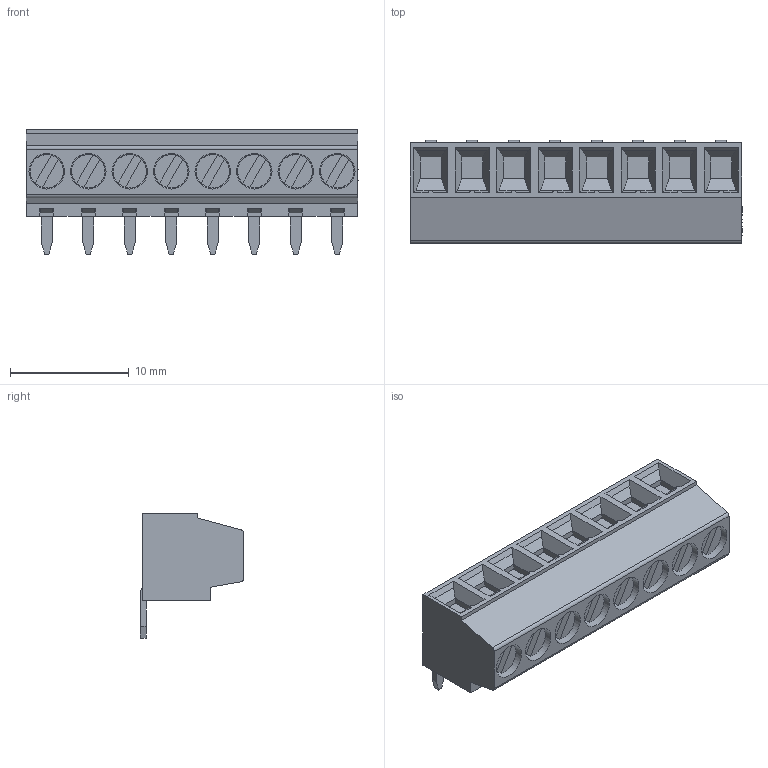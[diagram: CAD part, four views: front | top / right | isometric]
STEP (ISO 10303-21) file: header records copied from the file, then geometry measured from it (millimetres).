
FILE_DESCRIPTION(('STEP AP214'),'1');
FILE_NAME('MV138-3,5-H-L.stp','2021-03-15T15:26:04',(' '),(' '),'Spatial InterOp 3D',' ',' ');
FILE_SCHEMA(('automotive_design'));
Length unit declared in the file: metre
Products named in the file (1): 1
Bounding box: 28 x 8.7 x 10.5 mm (x, y, z)
Volume: 1391.8 mm3; surface area: 1446.5 mm2
Topology: 1 solids, 1 shells, 396 faces, 1053 edges, 694 vertices
Faces by surface type: plane 325, cylinder 54, torus 8, cone 8, extrusion 1
Full cylindrical faces by diameter (mm): 2 x8, 2.1 x8, 2.8 x8, 3 x8
Entity records: 14920 total; most frequent: CARTESIAN_POINT 2128, ORIENTED_EDGE 1962, DIRECTION 1904, EDGE_CURVE 981, VECTOR 808, LINE 807, VERTEX_POINT 670, AXIS2_PLACEMENT_3D 548
